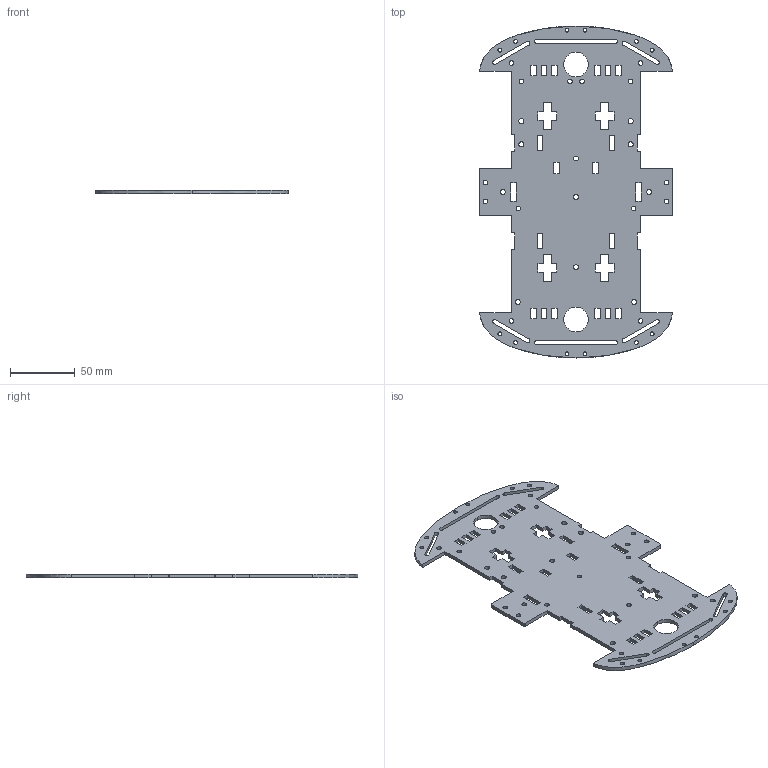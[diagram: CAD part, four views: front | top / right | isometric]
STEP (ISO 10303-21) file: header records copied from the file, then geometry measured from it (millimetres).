
FILE_DESCRIPTION (( 'STEP AP203' ), '1' );
FILE_NAME ('Chassis.STEP', '2021-04-16T11:45:17', ( '' ), ( '' ), 'SwSTEP 2.0', 'SolidWorks 2020', '' );
FILE_SCHEMA (( 'CONFIG_CONTROL_DESIGN' ));
Length unit declared in the file: millimetre
Products named in the file (2): Chassis; buggy chassis orig v3.stp
Assembly tree (1 placements, depth 2):
  Chassis
    buggy chassis orig v3.stp
Bounding box: 150 x 257 x 3 mm (x, y, z)
Volume: 76064.2 mm3; surface area: 59264.8 mm2
Topology: 1 solids, 1 shells, 274 faces, 816 edges, 544 vertices
Faces by surface type: plane 172, cylinder 98, bspline 4
Entity records: 9948 total; most frequent: CARTESIAN_POINT 1946, ORIENTED_EDGE 1632, DIRECTION 1552, EDGE_CURVE 816, VECTOR 612, LINE 612, VERTEX_POINT 544, AXIS2_PLACEMENT_3D 470
